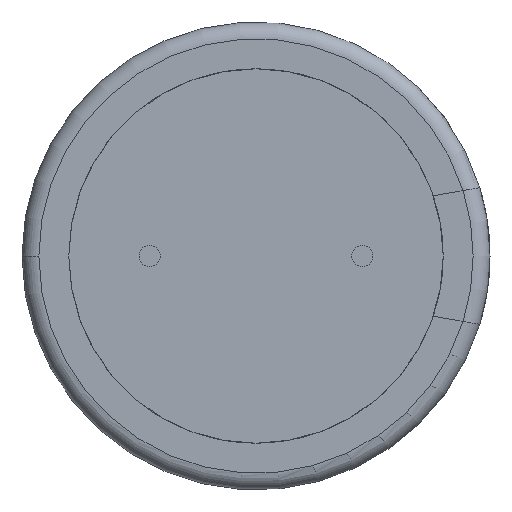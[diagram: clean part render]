
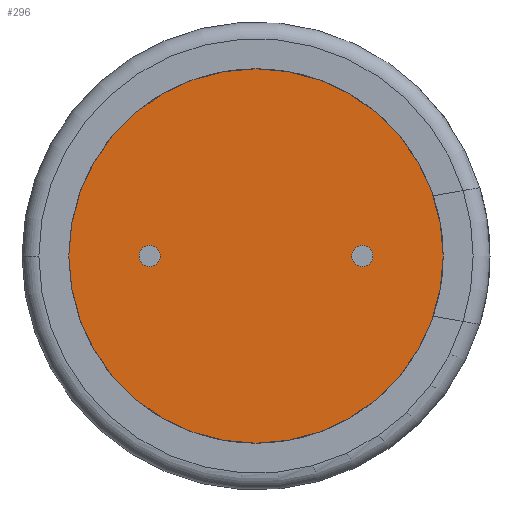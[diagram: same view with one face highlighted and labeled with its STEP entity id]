
A CAD part, front view. The second image highlights one B-rep face of the part: STEP entity #296.
In plain terms, the highlighted planar face has unit normal (0, -1, 0).
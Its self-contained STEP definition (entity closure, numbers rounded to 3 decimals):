
#4 = ORIENTED_EDGE ( 'NONE', *, *, #54, .F. ) ;
#35 = EDGE_CURVE ( 'NONE', #919, #1787, #1455, .T. ) ;
#47 = EDGE_CURVE ( 'NONE', #1787, #919, #79, .T. ) ;
#54 = EDGE_CURVE ( 'NONE', #2081, #992, #2372, .T. ) ;
#59 = EDGE_LOOP ( 'NONE', ( #1176, #2381 ) ) ;
#70 = DIRECTION ( 'NONE',  ( 0., -1., 0. ) ) ;
#79 = CIRCLE ( 'NONE', #1197, 8.8 ) ;
#99 = CIRCLE ( 'NONE', #2271, 0.5 ) ;
#180 = CARTESIAN_POINT ( 'NONE',  ( -5., 0., -0.5 ) ) ;
#213 = DIRECTION ( 'NONE',  ( 0., 1., 0. ) ) ;
#296 = ADVANCED_FACE ( 'NONE', ( #557, #308, #1803 ), #616, .F. ) ;
#308 = FACE_BOUND ( 'NONE', #1527, .T. ) ;
#370 = DIRECTION ( 'NONE',  ( 0., -1., 0. ) ) ;
#372 = CARTESIAN_POINT ( 'NONE',  ( 0., 0., 0. ) ) ;
#389 = DIRECTION ( 'NONE',  ( -1., 0., 0. ) ) ;
#397 = DIRECTION ( 'NONE',  ( 0., -1., 0. ) ) ;
#508 = AXIS2_PLACEMENT_3D ( 'NONE', #372, #213, #1220 ) ;
#525 = CARTESIAN_POINT ( 'NONE',  ( 8.8, 0., 0. ) ) ;
#557 = FACE_BOUND ( 'NONE', #1144, .T. ) ;
#575 = CARTESIAN_POINT ( 'NONE',  ( 0., 0., 0. ) ) ;
#582 = CARTESIAN_POINT ( 'NONE',  ( -5., 0., 0.5 ) ) ;
#616 = PLANE ( 'NONE',  #508 ) ;
#759 = EDGE_CURVE ( 'NONE', #992, #2081, #99, .T. ) ;
#839 = CARTESIAN_POINT ( 'NONE',  ( -8.8, 0., 0. ) ) ;
#916 = VERTEX_POINT ( 'NONE', #2215 ) ;
#919 = VERTEX_POINT ( 'NONE', #525 ) ;
#965 = AXIS2_PLACEMENT_3D ( 'NONE', #1541, #370, #983 ) ;
#983 = DIRECTION ( 'NONE',  ( -1., 0., 0. ) ) ;
#992 = VERTEX_POINT ( 'NONE', #180 ) ;
#1069 = DIRECTION ( 'NONE',  ( -1., 0., 0. ) ) ;
#1144 = EDGE_LOOP ( 'NONE', ( #4, #1291 ) ) ;
#1176 = ORIENTED_EDGE ( 'NONE', *, *, #47, .F. ) ;
#1184 = DIRECTION ( 'NONE',  ( 0., 1., 0. ) ) ;
#1197 = AXIS2_PLACEMENT_3D ( 'NONE', #575, #1184, #1958 ) ;
#1216 = AXIS2_PLACEMENT_3D ( 'NONE', #1242, #1977, #1796 ) ;
#1220 = DIRECTION ( 'NONE',  ( -1., 0., 0. ) ) ;
#1242 = CARTESIAN_POINT ( 'NONE',  ( 5., 0., 0. ) ) ;
#1291 = ORIENTED_EDGE ( 'NONE', *, *, #759, .F. ) ;
#1377 = VERTEX_POINT ( 'NONE', #2408 ) ;
#1405 = CARTESIAN_POINT ( 'NONE',  ( 0., 0., 0. ) ) ;
#1425 = ORIENTED_EDGE ( 'NONE', *, *, #2107, .F. ) ;
#1455 = CIRCLE ( 'NONE', #1496, 8.8 ) ;
#1496 = AXIS2_PLACEMENT_3D ( 'NONE', #1405, #2120, #2145 ) ;
#1516 = ORIENTED_EDGE ( 'NONE', *, *, #2301, .F. ) ;
#1527 = EDGE_LOOP ( 'NONE', ( #1516, #1425 ) ) ;
#1541 = CARTESIAN_POINT ( 'NONE',  ( 5., 0., 0. ) ) ;
#1557 = CARTESIAN_POINT ( 'NONE',  ( -5., 0., 0. ) ) ;
#1787 = VERTEX_POINT ( 'NONE', #839 ) ;
#1796 = DIRECTION ( 'NONE',  ( -1., 0., 0. ) ) ;
#1803 = FACE_OUTER_BOUND ( 'NONE', #59, .T. ) ;
#1830 = CIRCLE ( 'NONE', #1216, 0.5 ) ;
#1876 = AXIS2_PLACEMENT_3D ( 'NONE', #1557, #397, #389 ) ;
#1958 = DIRECTION ( 'NONE',  ( -1., 0., 0. ) ) ;
#1977 = DIRECTION ( 'NONE',  ( 0., -1., 0. ) ) ;
#2018 = CARTESIAN_POINT ( 'NONE',  ( -5., 0., 0. ) ) ;
#2081 = VERTEX_POINT ( 'NONE', #582 ) ;
#2107 = EDGE_CURVE ( 'NONE', #916, #1377, #2244, .T. ) ;
#2120 = DIRECTION ( 'NONE',  ( 0., 1., 0. ) ) ;
#2145 = DIRECTION ( 'NONE',  ( -1., 0., 0. ) ) ;
#2215 = CARTESIAN_POINT ( 'NONE',  ( 5., 0., -0.5 ) ) ;
#2244 = CIRCLE ( 'NONE', #965, 0.5 ) ;
#2271 = AXIS2_PLACEMENT_3D ( 'NONE', #2018, #70, #1069 ) ;
#2301 = EDGE_CURVE ( 'NONE', #1377, #916, #1830, .T. ) ;
#2372 = CIRCLE ( 'NONE', #1876, 0.5 ) ;
#2381 = ORIENTED_EDGE ( 'NONE', *, *, #35, .F. ) ;
#2408 = CARTESIAN_POINT ( 'NONE',  ( 5., 0., 0.5 ) ) ;
